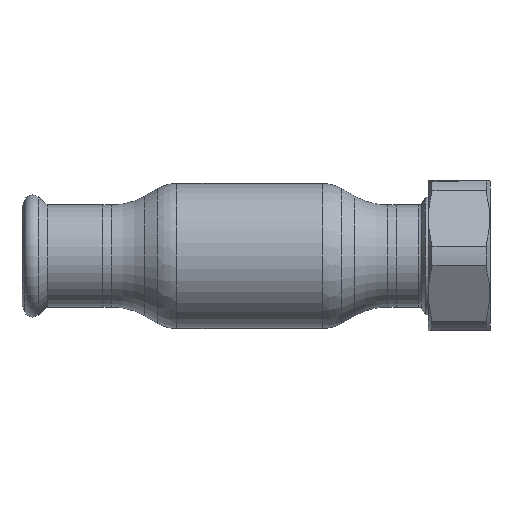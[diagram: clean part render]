
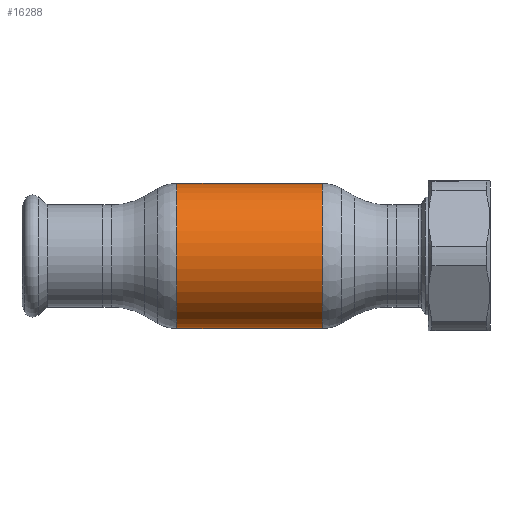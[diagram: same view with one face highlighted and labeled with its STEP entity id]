
A CAD part, front view. The second image highlights one B-rep face of the part: STEP entity #16288.
In plain terms, the highlighted cylindrical face has radius 22.25 mm (diameter 44.5 mm), a partial arc.
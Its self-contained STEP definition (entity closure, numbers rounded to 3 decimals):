
#6650 = VECTOR ( 'NONE', #56233, 1000. ) ;
#9267 = ORIENTED_EDGE ( 'NONE', *, *, #44093, .F. ) ;
#9843 = CARTESIAN_POINT ( 'NONE',  ( -62.69, 0., 22.25 ) ) ;
#11182 = EDGE_CURVE ( 'NONE', #45509, #47510, #46164, .T. ) ;
#15180 = DIRECTION ( 'NONE',  ( 0., 0., 1. ) ) ;
#15983 = CIRCLE ( 'NONE', #31146, 22.25 ) ;
#16288 = ADVANCED_FACE ( 'NONE', ( #47500 ), #42419, .T. ) ;
#17416 = EDGE_CURVE ( 'NONE', #47510, #32121, #37082, .T. ) ;
#18602 = DIRECTION ( 'NONE',  ( 0., 0., 1. ) ) ;
#21763 = ORIENTED_EDGE ( 'NONE', *, *, #17416, .T. ) ;
#22270 = VECTOR ( 'NONE', #45656, 1000. ) ;
#23432 = AXIS2_PLACEMENT_3D ( 'NONE', #31376, #44371, #44663 ) ;
#23694 = CARTESIAN_POINT ( 'NONE',  ( -62.69, 0., -22.25 ) ) ;
#25797 = CARTESIAN_POINT ( 'NONE',  ( 22.285, 0., -22.25 ) ) ;
#27540 = EDGE_LOOP ( 'NONE', ( #9267, #58022, #21763, #32282 ) ) ;
#29032 = LINE ( 'NONE', #23694, #6650 ) ;
#29065 = VERTEX_POINT ( 'NONE', #33900 ) ;
#31146 = AXIS2_PLACEMENT_3D ( 'NONE', #55279, #46723, #18602 ) ;
#31376 = CARTESIAN_POINT ( 'NONE',  ( 22.285, 0., 0. ) ) ;
#32121 = VERTEX_POINT ( 'NONE', #44449 ) ;
#32282 = ORIENTED_EDGE ( 'NONE', *, *, #42886, .F. ) ;
#32984 = CARTESIAN_POINT ( 'NONE',  ( -62.69, 0., 0. ) ) ;
#33900 = CARTESIAN_POINT ( 'NONE',  ( -22.285, 0., -22.25 ) ) ;
#37082 = LINE ( 'NONE', #9843, #22270 ) ;
#42142 = DIRECTION ( 'NONE',  ( -1., 0., 0. ) ) ;
#42419 = CYLINDRICAL_SURFACE ( 'NONE', #46798, 22.25 ) ;
#42886 = EDGE_CURVE ( 'NONE', #29065, #32121, #15983, .T. ) ;
#44093 = EDGE_CURVE ( 'NONE', #45509, #29065, #29032, .T. ) ;
#44371 = DIRECTION ( 'NONE',  ( -1., 0., 0. ) ) ;
#44449 = CARTESIAN_POINT ( 'NONE',  ( -22.285, 0., 22.25 ) ) ;
#44663 = DIRECTION ( 'NONE',  ( 0., 0., 1. ) ) ;
#45509 = VERTEX_POINT ( 'NONE', #25797 ) ;
#45656 = DIRECTION ( 'NONE',  ( -1., 0., 0. ) ) ;
#46164 = CIRCLE ( 'NONE', #23432, 22.25 ) ;
#46723 = DIRECTION ( 'NONE',  ( -1., 0., 0. ) ) ;
#46798 = AXIS2_PLACEMENT_3D ( 'NONE', #32984, #42142, #15180 ) ;
#47500 = FACE_OUTER_BOUND ( 'NONE', #27540, .T. ) ;
#47510 = VERTEX_POINT ( 'NONE', #52547 ) ;
#52547 = CARTESIAN_POINT ( 'NONE',  ( 22.285, 0., 22.25 ) ) ;
#55279 = CARTESIAN_POINT ( 'NONE',  ( -22.285, 0., 0. ) ) ;
#56233 = DIRECTION ( 'NONE',  ( -1., 0., 0. ) ) ;
#58022 = ORIENTED_EDGE ( 'NONE', *, *, #11182, .T. ) ;
